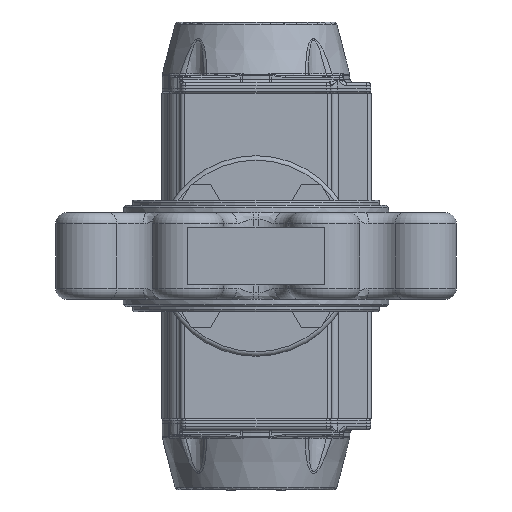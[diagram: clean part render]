
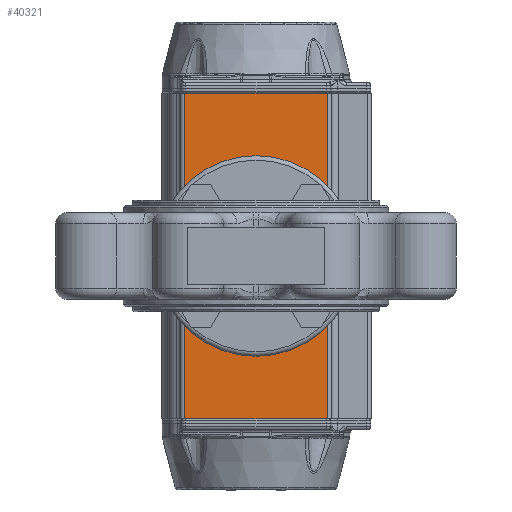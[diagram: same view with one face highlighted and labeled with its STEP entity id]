
A CAD part, front view. The second image highlights one B-rep face of the part: STEP entity #40321.
In plain terms, the highlighted planar face has unit normal (0, -1, 0).
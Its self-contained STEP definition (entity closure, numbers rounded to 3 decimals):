
#3758=PLANE('',#44091);
#5104=LINE('',#79856,#7201);
#5105=LINE('',#79861,#7202);
#5150=LINE('',#80035,#7247);
#5151=LINE('',#80084,#7248);
#7201=VECTOR('',#50729,1000.);
#7202=VECTOR('',#50734,1000.);
#7247=VECTOR('',#50903,1000.);
#7248=VECTOR('',#50956,1000.);
#14033=ORIENTED_EDGE('',*,*,#23207,.T.);
#14034=ORIENTED_EDGE('',*,*,#23208,.T.);
#14035=ORIENTED_EDGE('',*,*,#23209,.T.);
#14036=ORIENTED_EDGE('',*,*,#23210,.T.);
#14037=ORIENTED_EDGE('',*,*,#23211,.T.);
#14038=ORIENTED_EDGE('',*,*,#23212,.T.);
#14039=ORIENTED_EDGE('',*,*,#23213,.T.);
#14040=ORIENTED_EDGE('',*,*,#23214,.T.);
#14041=ORIENTED_EDGE('',*,*,#23215,.T.);
#14042=ORIENTED_EDGE('',*,*,#23216,.F.);
#14043=ORIENTED_EDGE('',*,*,#23106,.T.);
#14044=ORIENTED_EDGE('',*,*,#23193,.T.);
#14045=ORIENTED_EDGE('',*,*,#23108,.T.);
#23106=EDGE_CURVE('',#28144,#28146,#5104,.T.);
#23108=EDGE_CURVE('',#28149,#28147,#5105,.T.);
#23193=EDGE_CURVE('',#28146,#28149,#5150,.T.);
#23207=EDGE_CURVE('',#28217,#28217,#31150,.T.);
#23208=EDGE_CURVE('',#28218,#28218,#31151,.T.);
#23209=EDGE_CURVE('',#28219,#28219,#31152,.T.);
#23210=EDGE_CURVE('',#28220,#28220,#31153,.T.);
#23211=EDGE_CURVE('',#28221,#28221,#31154,.T.);
#23212=EDGE_CURVE('',#28222,#28222,#31155,.T.);
#23213=EDGE_CURVE('',#28223,#28223,#31156,.T.);
#23214=EDGE_CURVE('',#28224,#28224,#31157,.T.);
#23215=EDGE_CURVE('',#28225,#28225,#31158,.T.);
#23216=EDGE_CURVE('',#28144,#28147,#5151,.T.);
#28144=VERTEX_POINT('',#79851);
#28146=VERTEX_POINT('',#79855);
#28147=VERTEX_POINT('',#79859);
#28149=VERTEX_POINT('',#79862);
#28217=VERTEX_POINT('',#80067);
#28218=VERTEX_POINT('',#80069);
#28219=VERTEX_POINT('',#80071);
#28220=VERTEX_POINT('',#80073);
#28221=VERTEX_POINT('',#80075);
#28222=VERTEX_POINT('',#80077);
#28223=VERTEX_POINT('',#80079);
#28224=VERTEX_POINT('',#80081);
#28225=VERTEX_POINT('',#80083);
#31150=CIRCLE('',#44092,3.324);
#31151=CIRCLE('',#44093,3.324);
#31152=CIRCLE('',#44094,3.324);
#31153=CIRCLE('',#44095,3.324);
#31154=CIRCLE('',#44096,2.459);
#31155=CIRCLE('',#44097,2.459);
#31156=CIRCLE('',#44098,2.459);
#31157=CIRCLE('',#44099,2.459);
#31158=CIRCLE('',#44100,16.);
#33647=EDGE_LOOP('',(#14033));
#33648=EDGE_LOOP('',(#14034));
#33649=EDGE_LOOP('',(#14035));
#33650=EDGE_LOOP('',(#14036));
#33651=EDGE_LOOP('',(#14037));
#33652=EDGE_LOOP('',(#14038));
#33653=EDGE_LOOP('',(#14039));
#33654=EDGE_LOOP('',(#14040));
#33655=EDGE_LOOP('',(#14041));
#33656=EDGE_LOOP('',(#14042,#14043,#14044,#14045));
#36804=FACE_BOUND('',#33647,.T.);
#36805=FACE_BOUND('',#33648,.T.);
#36806=FACE_BOUND('',#33649,.T.);
#36807=FACE_BOUND('',#33650,.T.);
#36808=FACE_BOUND('',#33651,.T.);
#36809=FACE_BOUND('',#33652,.T.);
#36810=FACE_BOUND('',#33653,.T.);
#36811=FACE_BOUND('',#33654,.T.);
#36812=FACE_BOUND('',#33655,.T.);
#36813=FACE_BOUND('',#33656,.T.);
#40321=ADVANCED_FACE('',(#36804,#36805,#36806,#36807,#36808,#36809,#36810,
#36811,#36812,#36813),#3758,.T.);
#44091=AXIS2_PLACEMENT_3D('',#80065,#50936,#50937);
#44092=AXIS2_PLACEMENT_3D('',#80066,#50938,#50939);
#44093=AXIS2_PLACEMENT_3D('',#80068,#50940,#50941);
#44094=AXIS2_PLACEMENT_3D('',#80070,#50942,#50943);
#44095=AXIS2_PLACEMENT_3D('',#80072,#50944,#50945);
#44096=AXIS2_PLACEMENT_3D('',#80074,#50946,#50947);
#44097=AXIS2_PLACEMENT_3D('',#80076,#50948,#50949);
#44098=AXIS2_PLACEMENT_3D('',#80078,#50950,#50951);
#44099=AXIS2_PLACEMENT_3D('',#80080,#50952,#50953);
#44100=AXIS2_PLACEMENT_3D('',#80082,#50954,#50955);
#50729=DIRECTION('',(0.,0.,-1.));
#50734=DIRECTION('',(0.,0.,1.));
#50903=DIRECTION('',(1.,0.,0.));
#50936=DIRECTION('',(0.,-1.,0.));
#50937=DIRECTION('',(1.,0.,0.));
#50938=DIRECTION('',(0.,1.,0.));
#50939=DIRECTION('',(1.,0.,0.));
#50940=DIRECTION('',(0.,1.,0.));
#50941=DIRECTION('',(1.,0.,0.));
#50942=DIRECTION('',(0.,1.,0.));
#50943=DIRECTION('',(1.,0.,0.));
#50944=DIRECTION('',(0.,1.,0.));
#50945=DIRECTION('',(1.,0.,0.));
#50946=DIRECTION('',(0.,1.,0.));
#50947=DIRECTION('',(1.,0.,0.));
#50948=DIRECTION('',(0.,1.,0.));
#50949=DIRECTION('',(1.,0.,0.));
#50950=DIRECTION('',(0.,1.,0.));
#50951=DIRECTION('',(1.,0.,0.));
#50952=DIRECTION('',(0.,1.,0.));
#50953=DIRECTION('',(1.,0.,0.));
#50954=DIRECTION('',(0.,1.,0.));
#50955=DIRECTION('',(1.,0.,0.));
#50956=DIRECTION('',(1.,0.,0.));
#79851=CARTESIAN_POINT('',(-32.,-50.,146.));
#79855=CARTESIAN_POINT('',(-32.,-50.,0.));
#79856=CARTESIAN_POINT('',(-32.,-50.,0.));
#79859=CARTESIAN_POINT('',(32.,-50.,146.));
#79861=CARTESIAN_POINT('',(32.,-50.,0.));
#79862=CARTESIAN_POINT('',(32.,-50.,0.));
#80035=CARTESIAN_POINT('',(-32.,-50.,0.));
#80065=CARTESIAN_POINT('',(-32.,-50.,0.));
#80066=CARTESIAN_POINT('',(-24.749,-50.,97.749));
#80067=CARTESIAN_POINT('',(-21.425,-50.,97.749));
#80068=CARTESIAN_POINT('',(24.749,-50.,97.749));
#80069=CARTESIAN_POINT('',(28.072,-50.,97.749));
#80070=CARTESIAN_POINT('',(24.749,-50.,48.251));
#80071=CARTESIAN_POINT('',(28.072,-50.,48.251));
#80072=CARTESIAN_POINT('',(-24.749,-50.,48.251));
#80073=CARTESIAN_POINT('',(-21.425,-50.,48.251));
#80074=CARTESIAN_POINT('',(-17.678,-50.,90.678));
#80075=CARTESIAN_POINT('',(-15.219,-50.,90.678));
#80076=CARTESIAN_POINT('',(17.678,-50.,90.678));
#80077=CARTESIAN_POINT('',(20.136,-50.,90.678));
#80078=CARTESIAN_POINT('',(17.678,-50.,55.322));
#80079=CARTESIAN_POINT('',(20.136,-50.,55.322));
#80080=CARTESIAN_POINT('',(-17.678,-50.,55.322));
#80081=CARTESIAN_POINT('',(-15.219,-50.,55.322));
#80082=CARTESIAN_POINT('',(0.,-50.,73.));
#80083=CARTESIAN_POINT('',(16.,-50.,73.));
#80084=CARTESIAN_POINT('',(5.937,-50.,146.));
